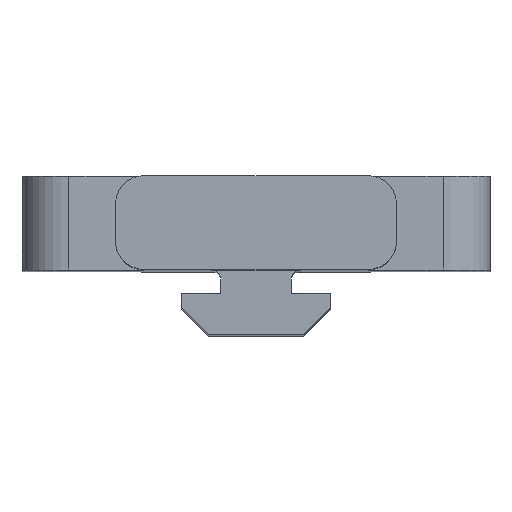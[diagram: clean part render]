
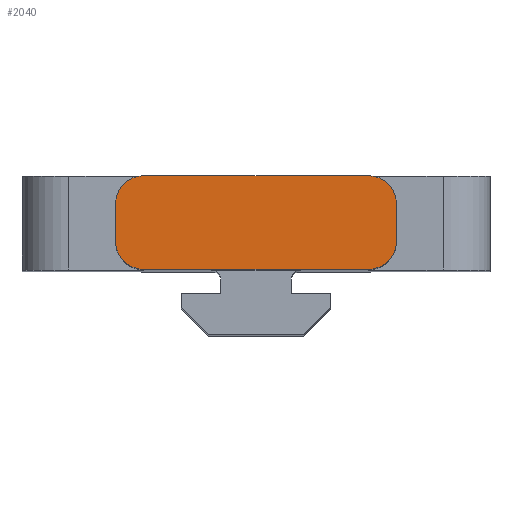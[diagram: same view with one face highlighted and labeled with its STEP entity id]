
A CAD part, top view. The second image highlights one B-rep face of the part: STEP entity #2040.
In plain terms, the highlighted planar face has unit normal (0, 0, 1).
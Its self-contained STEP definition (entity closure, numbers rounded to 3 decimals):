
#736=CARTESIAN_POINT('',(12.,7.,89.));
#737=DIRECTION('',(0.,0.,1.));
#738=DIRECTION('',(1.,0.,0.));
#739=AXIS2_PLACEMENT_3D('',#736,#737,#738);
#741=DIRECTION('',(0.,-1.,0.));
#742=VECTOR('',#741,4.);
#743=CARTESIAN_POINT('',(15.,7.,89.));
#744=LINE('',#743,#742);
#745=CARTESIAN_POINT('',(12.,3.,89.));
#746=DIRECTION('',(0.,0.,1.));
#747=DIRECTION('',(0.,-1.,0.));
#748=AXIS2_PLACEMENT_3D('',#745,#746,#747);
#750=DIRECTION('',(-1.,0.,0.));
#751=VECTOR('',#750,24.);
#752=CARTESIAN_POINT('',(12.,0.,89.));
#753=LINE('',#752,#751);
#754=CARTESIAN_POINT('',(-12.,3.,89.));
#755=DIRECTION('',(0.,0.,1.));
#756=DIRECTION('',(-1.,0.,0.));
#757=AXIS2_PLACEMENT_3D('',#754,#755,#756);
#759=DIRECTION('',(0.,1.,0.));
#760=VECTOR('',#759,4.);
#761=CARTESIAN_POINT('',(-15.,3.,89.));
#762=LINE('',#761,#760);
#763=CARTESIAN_POINT('',(-12.,7.,89.));
#764=DIRECTION('',(0.,0.,1.));
#765=DIRECTION('',(0.,1.,0.));
#766=AXIS2_PLACEMENT_3D('',#763,#764,#765);
#768=DIRECTION('',(1.,0.,0.));
#769=VECTOR('',#768,24.);
#770=CARTESIAN_POINT('',(-12.,10.,89.));
#771=LINE('',#770,#769);
#1133=CARTESIAN_POINT('',(15.,7.,89.));
#1134=CARTESIAN_POINT('',(12.,10.,89.));
#1135=VERTEX_POINT('',#1133);
#1136=VERTEX_POINT('',#1134);
#1141=CARTESIAN_POINT('',(-12.,10.,89.));
#1142=CARTESIAN_POINT('',(-15.,7.,89.));
#1143=VERTEX_POINT('',#1141);
#1144=VERTEX_POINT('',#1142);
#1149=CARTESIAN_POINT('',(12.,0.,89.));
#1150=CARTESIAN_POINT('',(15.,3.,89.));
#1151=VERTEX_POINT('',#1149);
#1152=VERTEX_POINT('',#1150);
#1157=CARTESIAN_POINT('',(-15.,3.,89.));
#1158=CARTESIAN_POINT('',(-12.,0.,89.));
#1159=VERTEX_POINT('',#1157);
#1160=VERTEX_POINT('',#1158);
#2020=CARTESIAN_POINT('',(0.,0.,89.));
#2021=DIRECTION('',(0.,0.,-1.));
#2022=DIRECTION('',(1.,0.,0.));
#2023=AXIS2_PLACEMENT_3D('',#2020,#2021,#2022);
#2024=PLANE('',#2023);
#2026=ORIENTED_EDGE('',*,*,#2025,.F.);
#2028=ORIENTED_EDGE('',*,*,#2027,.T.);
#2029=ORIENTED_EDGE('',*,*,#2011,.F.);
#2030=ORIENTED_EDGE('',*,*,#1188,.T.);
#2032=ORIENTED_EDGE('',*,*,#2031,.F.);
#2034=ORIENTED_EDGE('',*,*,#2033,.T.);
#2036=ORIENTED_EDGE('',*,*,#2035,.F.);
#2037=ORIENTED_EDGE('',*,*,#1516,.T.);
#2038=EDGE_LOOP('',(#2026,#2028,#2029,#2030,#2032,#2034,#2036,#2037));
#2039=FACE_OUTER_BOUND('',#2038,.F.);
#2040=ADVANCED_FACE('',(#2039),#2024,.F.);
#740=CIRCLE('',#739,3.);
#749=CIRCLE('',#748,3.);
#758=CIRCLE('',#757,3.);
#767=CIRCLE('',#766,3.);
#1188=EDGE_CURVE('',#1151,#1160,#753,.T.);
#1516=EDGE_CURVE('',#1143,#1136,#771,.T.);
#2011=EDGE_CURVE('',#1151,#1152,#749,.T.);
#2025=EDGE_CURVE('',#1135,#1136,#740,.T.);
#2027=EDGE_CURVE('',#1135,#1152,#744,.T.);
#2031=EDGE_CURVE('',#1159,#1160,#758,.T.);
#2033=EDGE_CURVE('',#1159,#1144,#762,.T.);
#2035=EDGE_CURVE('',#1143,#1144,#767,.T.);
